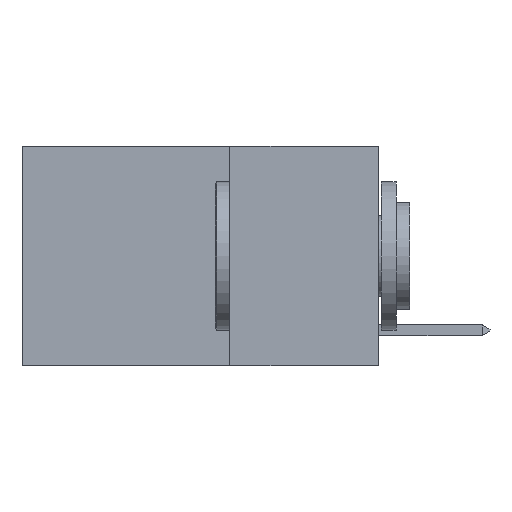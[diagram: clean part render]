
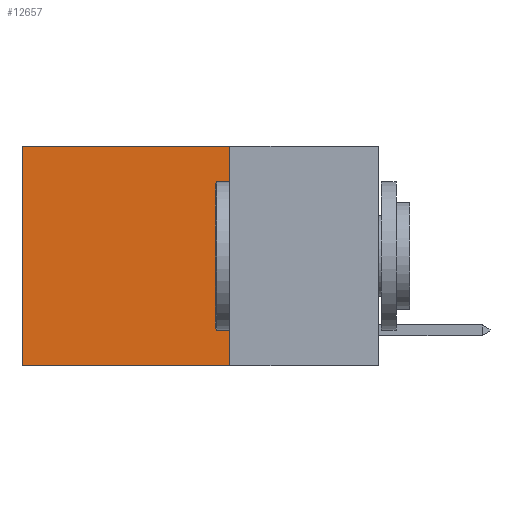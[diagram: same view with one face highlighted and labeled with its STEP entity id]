
A CAD part, left-side view. The second image highlights one B-rep face of the part: STEP entity #12657.
In plain terms, the highlighted planar face has unit normal (-1, 0, 0).
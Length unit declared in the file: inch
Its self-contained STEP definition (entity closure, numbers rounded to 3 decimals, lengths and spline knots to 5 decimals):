
#222 = VERTEX_POINT ( 'NONE', #11987 ) ;
#906 = EDGE_CURVE ( 'NONE', #15340, #222, #12089, .T. ) ;
#1269 = ORIENTED_EDGE ( 'NONE', *, *, #11575, .T. ) ;
#1653 = VERTEX_POINT ( 'NONE', #3725 ) ;
#2084 = VECTOR ( 'NONE', #15473, 39.37008 ) ;
#2156 = EDGE_LOOP ( 'NONE', ( #1269, #13981, #11228, #8558 ) ) ;
#2400 = CARTESIAN_POINT ( 'NONE',  ( 0.2625, 0.25, 0. ) ) ;
#3331 = FACE_OUTER_BOUND ( 'NONE', #2156, .T. ) ;
#3636 = DIRECTION ( 'NONE',  ( 1., 0., 0. ) ) ;
#3725 = CARTESIAN_POINT ( 'NONE',  ( 0.2625, 0.25, -0.37 ) ) ;
#4661 = CARTESIAN_POINT ( 'NONE',  ( 0.2625, 0.25, -0.37 ) ) ;
#5228 = EDGE_CURVE ( 'NONE', #15340, #1653, #13061, .T. ) ;
#5351 = DIRECTION ( 'NONE',  ( 0., 0., -1. ) ) ;
#6663 = EDGE_CURVE ( 'NONE', #1653, #12894, #11733, .T. ) ;
#8139 = VECTOR ( 'NONE', #10564, 39.37008 ) ;
#8209 = AXIS2_PLACEMENT_3D ( 'NONE', #2400, #3636, #12068 ) ;
#8476 = VECTOR ( 'NONE', #5351, 39.37008 ) ;
#8558 = ORIENTED_EDGE ( 'NONE', *, *, #906, .T. ) ;
#8903 = CARTESIAN_POINT ( 'NONE',  ( 0.2625, 0.6, -0.37 ) ) ;
#9459 = CARTESIAN_POINT ( 'NONE',  ( 0.2625, 0.25, 0. ) ) ;
#9648 = PLANE ( 'NONE',  #8209 ) ;
#9869 = VECTOR ( 'NONE', #15254, 39.37008 ) ;
#10079 = CARTESIAN_POINT ( 'NONE',  ( 0.2625, 0.6, 0. ) ) ;
#10564 = DIRECTION ( 'NONE',  ( 0., 1., 0. ) ) ;
#11228 = ORIENTED_EDGE ( 'NONE', *, *, #5228, .F. ) ;
#11575 = EDGE_CURVE ( 'NONE', #222, #12894, #14868, .T. ) ;
#11733 = LINE ( 'NONE', #4661, #2084 ) ;
#11987 = CARTESIAN_POINT ( 'NONE',  ( 0.2625, 0.6, 0. ) ) ;
#12068 = DIRECTION ( 'NONE',  ( 0., 0., -1. ) ) ;
#12089 = LINE ( 'NONE', #9459, #8139 ) ;
#12657 = ADVANCED_FACE ( 'NONE', ( #3331 ), #9648, .F. ) ;
#12894 = VERTEX_POINT ( 'NONE', #8903 ) ;
#13061 = LINE ( 'NONE', #14050, #9869 ) ;
#13981 = ORIENTED_EDGE ( 'NONE', *, *, #6663, .F. ) ;
#14050 = CARTESIAN_POINT ( 'NONE',  ( 0.2625, 0.25, 0. ) ) ;
#14868 = LINE ( 'NONE', #10079, #8476 ) ;
#14877 = CARTESIAN_POINT ( 'NONE',  ( 0.2625, 0.25, 0. ) ) ;
#15254 = DIRECTION ( 'NONE',  ( 0., 0., -1. ) ) ;
#15340 = VERTEX_POINT ( 'NONE', #14877 ) ;
#15473 = DIRECTION ( 'NONE',  ( 0., 1., 0. ) ) ;
